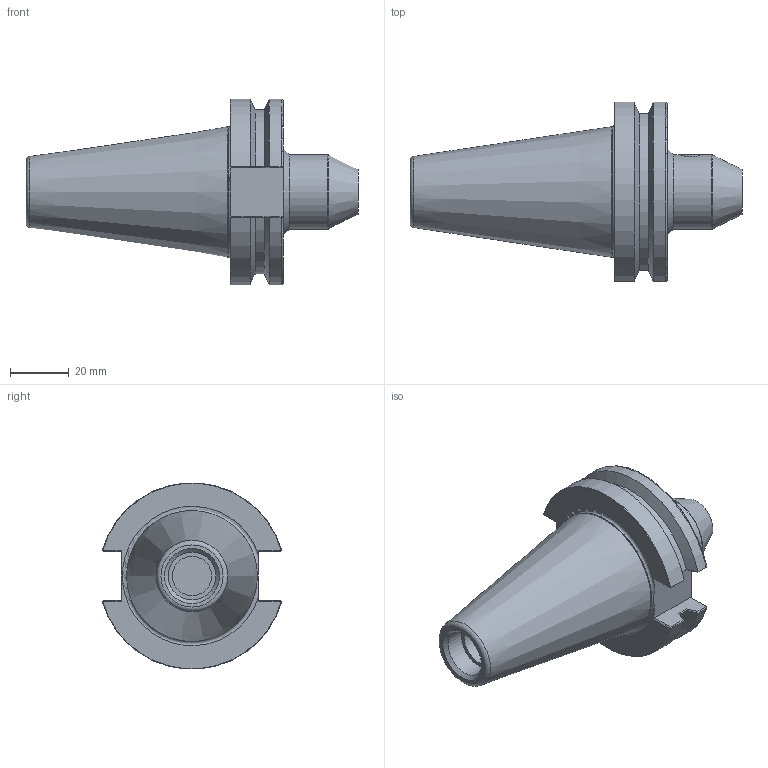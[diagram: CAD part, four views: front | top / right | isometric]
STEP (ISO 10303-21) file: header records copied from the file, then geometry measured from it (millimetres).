
FILE_DESCRIPTION(/* description */ (''),/* implementation_level */ '2;1');
FILE_NAME(/* name */ 'CAT40-EM.375-1.75D-REV1.stp',/* time_stamp */ '2017-01-10T21:25:08-06:00',/* author */ ('Me'),/* organization */ (''),/* preprocessor_version */ 'ST-DEVELOPER v15.6',/* originating_system */ 'Autodesk Inventor 2015',/* authorisation */ '');
FILE_SCHEMA (('AUTOMOTIVE_DESIGN { 1 0 10303 214 3 1 1 }'));
Length unit declared in the file: centimetre
Products named in the file (1): CAT40-EM.375-1.75D-REV1
Bounding box: 113.05 x 61.14 x 63.26 mm (x, y, z)
Volume: 114232.2 mm3; surface area: 22364.7 mm2
Topology: 1 solids, 1 shells, 92 faces, 230 edges, 147 vertices
Faces by surface type: plane 42, bspline 18, cylinder 14, cone 10, torus 8
Full cylindrical faces by diameter (mm): 9.525 x1, 11.113 x1, 13.386 x1, 16.256 x1, 25.4 x1, 44.45 x1
Entity records: 3521 total; most frequent: CARTESIAN_POINT 1471, ORIENTED_EDGE 418, DIRECTION 319, EDGE_CURVE 209, VERTEX_POINT 142, EDGE_LOOP 115, AXIS2_PLACEMENT_3D 114, STYLED_ITEM 93
